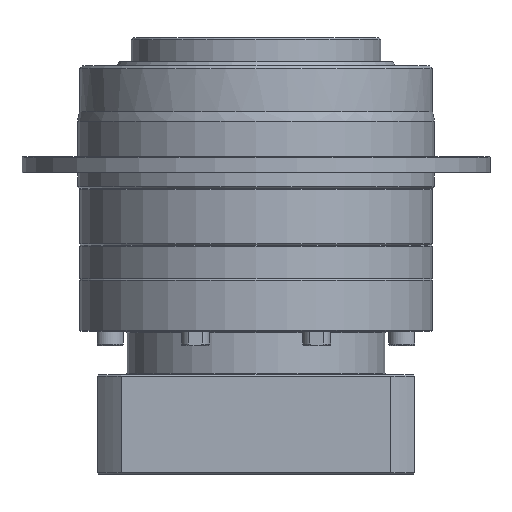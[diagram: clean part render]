
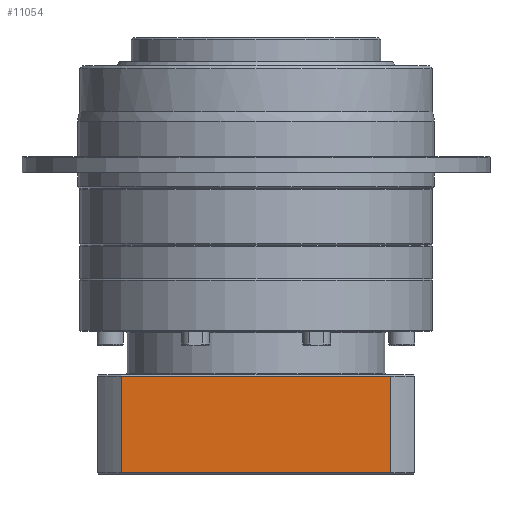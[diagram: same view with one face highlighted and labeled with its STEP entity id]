
A CAD part, front view. The second image highlights one B-rep face of the part: STEP entity #11054.
In plain terms, the highlighted planar face has unit normal (0, -1, 0).
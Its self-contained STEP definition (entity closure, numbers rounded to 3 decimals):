
#70 = ORIENTED_EDGE ( 'NONE', *, *, #611, .T. ) ;
#162 = CARTESIAN_POINT ( 'NONE',  ( 34.004, -40., -46. ) ) ;
#611 = EDGE_CURVE ( 'NONE', #6259, #3486, #12016, .T. ) ;
#705 = VECTOR ( 'NONE', #6463, 1000. ) ;
#723 = EDGE_CURVE ( 'NONE', #3486, #6647, #1124, .T. ) ;
#748 = EDGE_CURVE ( 'NONE', #13522, #6647, #10822, .T. ) ;
#768 = EDGE_CURVE ( 'NONE', #13522, #6259, #13612, .T. ) ;
#1124 = LINE ( 'NONE', #6024, #705 ) ;
#2121 = AXIS2_PLACEMENT_3D ( 'NONE', #8813, #13780, #11520 ) ;
#3486 = VERTEX_POINT ( 'NONE', #162 ) ;
#3602 = ORIENTED_EDGE ( 'NONE', *, *, #723, .T. ) ;
#4957 = CARTESIAN_POINT ( 'NONE',  ( 34.004, -40., -70.4 ) ) ;
#5401 = DIRECTION ( 'NONE',  ( 1., 0., 0. ) ) ;
#5780 = DIRECTION ( 'NONE',  ( 0., 0., 1. ) ) ;
#5839 = CARTESIAN_POINT ( 'NONE',  ( 34.004, -40., -70.4 ) ) ;
#6024 = CARTESIAN_POINT ( 'NONE',  ( -34.004, -40., -46. ) ) ;
#6259 = VERTEX_POINT ( 'NONE', #4957 ) ;
#6440 = CARTESIAN_POINT ( 'NONE',  ( -34.004, -40., -70.7 ) ) ;
#6463 = DIRECTION ( 'NONE',  ( -1., 0., 0. ) ) ;
#6647 = VERTEX_POINT ( 'NONE', #11096 ) ;
#6650 = FACE_OUTER_BOUND ( 'NONE', #11291, .T. ) ;
#7150 = DIRECTION ( 'NONE',  ( 0., 0., 1. ) ) ;
#7200 = VECTOR ( 'NONE', #5780, 1000. ) ;
#7213 = CARTESIAN_POINT ( 'NONE',  ( 34.004, -40., -70.7 ) ) ;
#8813 = CARTESIAN_POINT ( 'NONE',  ( 34.004, -40., -70.7 ) ) ;
#10188 = PLANE ( 'NONE',  #2121 ) ;
#10409 = VECTOR ( 'NONE', #5401, 1000. ) ;
#10605 = ORIENTED_EDGE ( 'NONE', *, *, #748, .F. ) ;
#10822 = LINE ( 'NONE', #6440, #7200 ) ;
#11054 = ADVANCED_FACE ( 'NONE', ( #6650 ), #10188, .F. ) ;
#11096 = CARTESIAN_POINT ( 'NONE',  ( -34.004, -40., -46. ) ) ;
#11291 = EDGE_LOOP ( 'NONE', ( #70, #3602, #10605, #13796 ) ) ;
#11520 = DIRECTION ( 'NONE',  ( -1., 0., 0. ) ) ;
#12016 = LINE ( 'NONE', #7213, #15062 ) ;
#13522 = VERTEX_POINT ( 'NONE', #14610 ) ;
#13612 = LINE ( 'NONE', #5839, #10409 ) ;
#13780 = DIRECTION ( 'NONE',  ( 0., 1., 0. ) ) ;
#13796 = ORIENTED_EDGE ( 'NONE', *, *, #768, .T. ) ;
#14610 = CARTESIAN_POINT ( 'NONE',  ( -34.004, -40., -70.4 ) ) ;
#15062 = VECTOR ( 'NONE', #7150, 1000. ) ;
